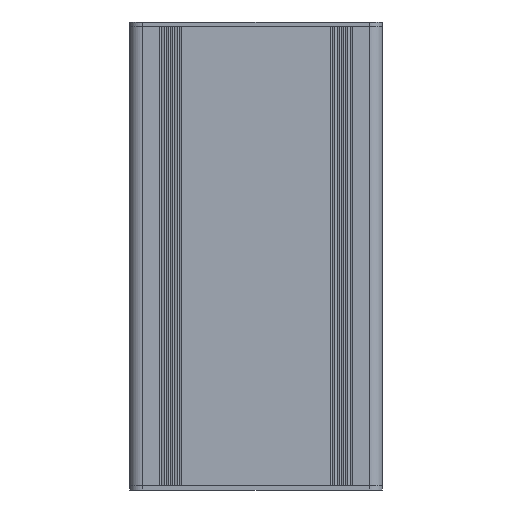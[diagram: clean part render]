
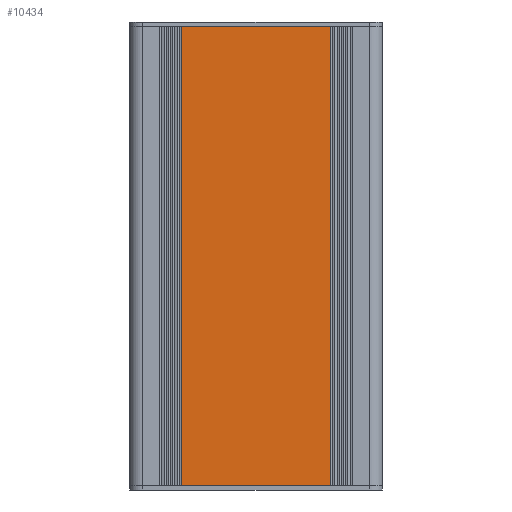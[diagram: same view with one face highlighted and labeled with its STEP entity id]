
A CAD part, front view. The second image highlights one B-rep face of the part: STEP entity #10434.
In plain terms, the highlighted planar face has unit normal (0, -1, 0).
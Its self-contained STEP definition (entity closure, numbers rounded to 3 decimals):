
#1298 = PLANE('',#1299);
#1299 = AXIS2_PLACEMENT_3D('',#1300,#1301,#1302);
#1300 = CARTESIAN_POINT('',(0.,0.,0.));
#1301 = DIRECTION('',(0.,0.,1.));
#1302 = DIRECTION('',(1.,0.,-0.));
#1418 = PLANE('',#1419);
#1419 = AXIS2_PLACEMENT_3D('',#1420,#1421,#1422);
#1420 = CARTESIAN_POINT('',(0.,0.,160.));
#1421 = DIRECTION('',(0.,0.,1.));
#1422 = DIRECTION('',(1.,0.,-0.));
#2672 = VERTEX_POINT('2_region0_Vertex_54',#2673);
#2673 = CARTESIAN_POINT('',(-26.,-19.,0.));
#2687 = PLANE('',#2688);
#2688 = AXIS2_PLACEMENT_3D('',#2689,#2690,#2691);
#2689 = CARTESIAN_POINT('',(-26.,-19.,0.));
#2690 = DIRECTION('',(-0.316,-0.949,0.));
#2691 = DIRECTION('',(-0.949,0.316,0.));
#2699 = EDGE_CURVE('2_region0_Edge_80',#2700,#2672,#2702,.T.);
#2700 = VERTEX_POINT('2_region0_Vertex_52',#2701);
#2701 = CARTESIAN_POINT('',(26.,-19.,0.));
#2702 = SURFACE_CURVE('',#2703,(#2707,#2714),.PCURVE_S1.);
#2703 = LINE('',#2704,#2705);
#2704 = CARTESIAN_POINT('',(26.,-19.,0.));
#2705 = VECTOR('',#2706,1.);
#2706 = DIRECTION('',(-1.,0.,0.));
#2707 = PCURVE('',#1298,#2708);
#2708 = DEFINITIONAL_REPRESENTATION('',(#2709),#2713);
#2709 = LINE('',#2710,#2711);
#2710 = CARTESIAN_POINT('',(26.,-19.));
#2711 = VECTOR('',#2712,1.);
#2712 = DIRECTION('',(-1.,0.));
#2713 = ( GEOMETRIC_REPRESENTATION_CONTEXT(2) 
PARAMETRIC_REPRESENTATION_CONTEXT() REPRESENTATION_CONTEXT('2D SPACE',''
  ) );
#2714 = PCURVE('',#2715,#2720);
#2715 = PLANE('',#2716);
#2716 = AXIS2_PLACEMENT_3D('',#2717,#2718,#2719);
#2717 = CARTESIAN_POINT('',(26.,-19.,0.));
#2718 = DIRECTION('',(0.,-1.,0.));
#2719 = DIRECTION('',(-1.,0.,0.));
#2720 = DEFINITIONAL_REPRESENTATION('',(#2721),#2725);
#2721 = LINE('',#2722,#2723);
#2722 = CARTESIAN_POINT('',(0.,-0.));
#2723 = VECTOR('',#2724,1.);
#2724 = DIRECTION('',(1.,0.));
#2725 = ( GEOMETRIC_REPRESENTATION_CONTEXT(2) 
PARAMETRIC_REPRESENTATION_CONTEXT() REPRESENTATION_CONTEXT('2D SPACE',''
  ) );
#2743 = PLANE('',#2744);
#2744 = AXIS2_PLACEMENT_3D('',#2745,#2746,#2747);
#2745 = CARTESIAN_POINT('',(26.75,-18.75,0.));
#2746 = DIRECTION('',(0.316,-0.949,0.));
#2747 = DIRECTION('',(-0.949,-0.316,0.));
#4492 = VERTEX_POINT('2_region0_Vertex_55',#4493);
#4493 = CARTESIAN_POINT('',(-26.,-19.,160.));
#4514 = EDGE_CURVE('2_region0_Edge_81',#4515,#4492,#4517,.T.);
#4515 = VERTEX_POINT('2_region0_Vertex_53',#4516);
#4516 = CARTESIAN_POINT('',(26.,-19.,160.));
#4517 = SURFACE_CURVE('',#4518,(#4522,#4529),.PCURVE_S1.);
#4518 = LINE('',#4519,#4520);
#4519 = CARTESIAN_POINT('',(26.,-19.,160.));
#4520 = VECTOR('',#4521,1.);
#4521 = DIRECTION('',(-1.,0.,0.));
#4522 = PCURVE('',#1418,#4523);
#4523 = DEFINITIONAL_REPRESENTATION('',(#4524),#4528);
#4524 = LINE('',#4525,#4526);
#4525 = CARTESIAN_POINT('',(26.,-19.));
#4526 = VECTOR('',#4527,1.);
#4527 = DIRECTION('',(-1.,0.));
#4528 = ( GEOMETRIC_REPRESENTATION_CONTEXT(2) 
PARAMETRIC_REPRESENTATION_CONTEXT() REPRESENTATION_CONTEXT('2D SPACE',''
  ) );
#4529 = PCURVE('',#2715,#4530);
#4530 = DEFINITIONAL_REPRESENTATION('',(#4531),#4535);
#4531 = LINE('',#4532,#4533);
#4532 = CARTESIAN_POINT('',(0.,-160.));
#4533 = VECTOR('',#4534,1.);
#4534 = DIRECTION('',(1.,0.));
#4535 = ( GEOMETRIC_REPRESENTATION_CONTEXT(2) 
PARAMETRIC_REPRESENTATION_CONTEXT() REPRESENTATION_CONTEXT('2D SPACE',''
  ) );
#10413 = EDGE_CURVE('2_region0_Edge_76',#2700,#4515,#10414,.T.);
#10414 = SURFACE_CURVE('',#10415,(#10419,#10426),.PCURVE_S1.);
#10415 = LINE('',#10416,#10417);
#10416 = CARTESIAN_POINT('',(26.,-19.,0.));
#10417 = VECTOR('',#10418,1.);
#10418 = DIRECTION('',(0.,0.,1.));
#10419 = PCURVE('',#2743,#10420);
#10420 = DEFINITIONAL_REPRESENTATION('',(#10421),#10425);
#10421 = LINE('',#10422,#10423);
#10422 = CARTESIAN_POINT('',(0.791,0.));
#10423 = VECTOR('',#10424,1.);
#10424 = DIRECTION('',(0.,-1.));
#10425 = ( GEOMETRIC_REPRESENTATION_CONTEXT(2) 
PARAMETRIC_REPRESENTATION_CONTEXT() REPRESENTATION_CONTEXT('2D SPACE',''
  ) );
#10426 = PCURVE('',#2715,#10427);
#10427 = DEFINITIONAL_REPRESENTATION('',(#10428),#10432);
#10428 = LINE('',#10429,#10430);
#10429 = CARTESIAN_POINT('',(0.,-0.));
#10430 = VECTOR('',#10431,1.);
#10431 = DIRECTION('',(0.,-1.));
#10432 = ( GEOMETRIC_REPRESENTATION_CONTEXT(2) 
PARAMETRIC_REPRESENTATION_CONTEXT() REPRESENTATION_CONTEXT('2D SPACE',''
  ) );
#10434 = ADVANCED_FACE('2_region0_Face_176',(#10435),#2715,.T.);
#10435 = FACE_BOUND('',#10436,.T.);
#10436 = EDGE_LOOP('undefined shape id',(#10437,#10438,#10439,#10460));
#10437 = ORIENTED_EDGE('',*,*,#10413,.T.);
#10438 = ORIENTED_EDGE('',*,*,#4514,.T.);
#10439 = ORIENTED_EDGE('',*,*,#10440,.F.);
#10440 = EDGE_CURVE('2_region0_Edge_79',#2672,#4492,#10441,.T.);
#10441 = SURFACE_CURVE('',#10442,(#10446,#10453),.PCURVE_S1.);
#10442 = LINE('',#10443,#10444);
#10443 = CARTESIAN_POINT('',(-26.,-19.,0.));
#10444 = VECTOR('',#10445,1.);
#10445 = DIRECTION('',(0.,0.,1.));
#10446 = PCURVE('',#2715,#10447);
#10447 = DEFINITIONAL_REPRESENTATION('',(#10448),#10452);
#10448 = LINE('',#10449,#10450);
#10449 = CARTESIAN_POINT('',(52.,0.));
#10450 = VECTOR('',#10451,1.);
#10451 = DIRECTION('',(0.,-1.));
#10452 = ( GEOMETRIC_REPRESENTATION_CONTEXT(2) 
PARAMETRIC_REPRESENTATION_CONTEXT() REPRESENTATION_CONTEXT('2D SPACE',''
  ) );
#10453 = PCURVE('',#2687,#10454);
#10454 = DEFINITIONAL_REPRESENTATION('',(#10455),#10459);
#10455 = LINE('',#10456,#10457);
#10456 = CARTESIAN_POINT('',(0.,0.));
#10457 = VECTOR('',#10458,1.);
#10458 = DIRECTION('',(0.,-1.));
#10459 = ( GEOMETRIC_REPRESENTATION_CONTEXT(2) 
PARAMETRIC_REPRESENTATION_CONTEXT() REPRESENTATION_CONTEXT('2D SPACE',''
  ) );
#10460 = ORIENTED_EDGE('',*,*,#2699,.F.);
